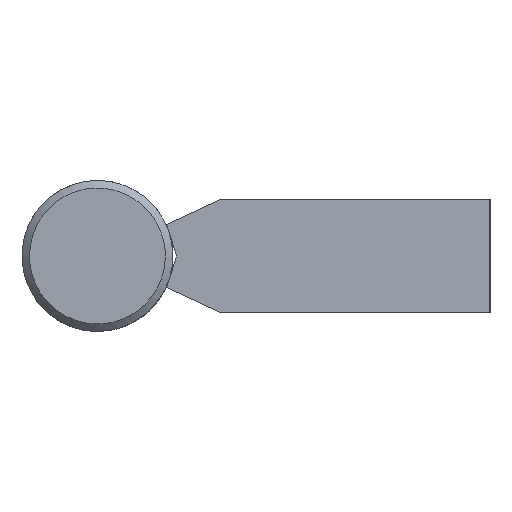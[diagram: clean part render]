
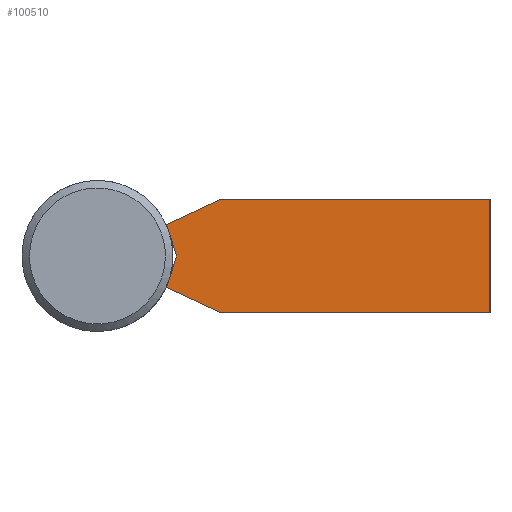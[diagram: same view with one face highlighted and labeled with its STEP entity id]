
A CAD part, left-side view. The second image highlights one B-rep face of the part: STEP entity #100510.
In plain terms, the highlighted free-form (B-spline) face has degree [1, 1] with [2, 2] control points.
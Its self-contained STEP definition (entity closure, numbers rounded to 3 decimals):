
#4790 = CARTESIAN_POINT ('', (0., 42.834, -4.15));
#4800 = VERTEX_POINT ('', #4790);
#4860 = CARTESIAN_POINT ('', (0., 41.525, 0.));
#4870 = VERTEX_POINT ('', #4860);
#4880 = CARTESIAN_POINT ('', (0., 41.525, 0.));
#4890 = CARTESIAN_POINT ('', (0., 41.961, -1.383));
#4900 = CARTESIAN_POINT ('', (0., 42.398, -2.767));
#4910 = CARTESIAN_POINT ('', (0., 42.834, -4.15));
#4920 = B_SPLINE_CURVE_WITH_KNOTS ('', 3, (#4880, #4890, #4900, #4910), .UNSPECIFIED., .F., .U., (4, 4), (0., 1.), .UNSPECIFIED.);
#4930 = EDGE_CURVE ('', #4870, #4800, #4920, .T.);
#16680 = CARTESIAN_POINT ('', (0., 42.834, 4.15));
#16690 = VERTEX_POINT ('', #16680);
#16700 = CARTESIAN_POINT ('', (0., 41.525, 0.));
#16710 = CARTESIAN_POINT ('', (0., 42.834, 4.15));
#16720 = B_SPLINE_CURVE_WITH_KNOTS ('', 1, (#16700, #16710), .UNSPECIFIED., .F., .U., (2, 2), (0., 1.), .UNSPECIFIED.);
#16730 = EDGE_CURVE ('', #4870, #16690, #16720, .T.);
#19710 = CARTESIAN_POINT ('', (0., 0., 7.5));
#19720 = VERTEX_POINT ('', #19710);
#19730 = CARTESIAN_POINT ('', (0., 0., -7.5));
#19740 = VERTEX_POINT ('', #19730);
#19750 = CARTESIAN_POINT ('', (0., 0., 7.5));
#19760 = CARTESIAN_POINT ('', (0., 0., -7.5));
#19770 = B_SPLINE_CURVE_WITH_KNOTS ('', 1, (#19750, #19760), .UNSPECIFIED., .F., .U., (2, 2), (0., 1.), .UNSPECIFIED.);
#19780 = EDGE_CURVE ('', #19720, #19740, #19770, .T.);
#38540 = CARTESIAN_POINT ('', (0., 35.65, -7.5));
#38550 = VERTEX_POINT ('', #38540);
#38560 = CARTESIAN_POINT ('', (0., 0., -7.5));
#38570 = CARTESIAN_POINT ('', (0., 35.65, -7.5));
#38580 = B_SPLINE_CURVE_WITH_KNOTS ('', 1, (#38560, #38570), .UNSPECIFIED., .F., .U., (2, 2), (0., 1.), .UNSPECIFIED.);
#38590 = EDGE_CURVE ('', #19740, #38550, #38580, .T.);
#56420 = CARTESIAN_POINT ('', (0., 35.65, 7.5));
#56430 = VERTEX_POINT ('', #56420);
#56440 = CARTESIAN_POINT ('', (0., 35.65, 7.5));
#56450 = CARTESIAN_POINT ('', (0., 0., 7.5));
#56460 = B_SPLINE_CURVE_WITH_KNOTS ('', 1, (#56440, #56450), .UNSPECIFIED., .F., .U., (2, 2), (0., 1.), .UNSPECIFIED.);
#56470 = EDGE_CURVE ('', #56430, #19720, #56460, .T.);
#100150 = CARTESIAN_POINT ('', (0., 35.65, 7.5));
#100160 = CARTESIAN_POINT ('', (0., 38.044, 6.383));
#100170 = CARTESIAN_POINT ('', (0., 40.439, 5.267));
#100180 = CARTESIAN_POINT ('', (0., 42.834, 4.15));
#100190 = B_SPLINE_CURVE_WITH_KNOTS ('', 3, (#100150, #100160, #100170, #100180), .UNSPECIFIED., .F., .U., (4, 4), (0., 1.), .UNSPECIFIED.);
#100200 = EDGE_CURVE ('', #56430, #16690, #100190, .T.);
#100330 = CARTESIAN_POINT ('', (0., 35.65, -7.5));
#100340 = CARTESIAN_POINT ('', (0., 42.834, -4.15));
#100350 = B_SPLINE_CURVE_WITH_KNOTS ('', 1, (#100330, #100340), .UNSPECIFIED., .F., .U., (2, 2), (0., 1.), .UNSPECIFIED.);
#100360 = EDGE_CURVE ('', #38550, #4800, #100350, .T.);
#100370 = ORIENTED_EDGE ('', *, *, #100360, .F.);
#100380 = ORIENTED_EDGE ('', *, *, #38590, .F.);
#100390 = ORIENTED_EDGE ('', *, *, #19780, .F.);
#100400 = ORIENTED_EDGE ('', *, *, #56470, .F.);
#100410 = ORIENTED_EDGE ('', *, *, #100200, .T.);
#100420 = ORIENTED_EDGE ('', *, *, #16730, .F.);
#100430 = ORIENTED_EDGE ('', *, *, #4930, .T.);
#100440 = EDGE_LOOP ('', (#100370, #100380, #100390, #100400, #100410, #100420, #100430));
#100450 = FACE_OUTER_BOUND ('', #100440, .T.);
#100460 = CARTESIAN_POINT ('', (0., 43.091, -7.5));
#100470 = CARTESIAN_POINT ('', (0., 43.091, 7.5));
#100480 = CARTESIAN_POINT ('', (0., 0., -7.5));
#100490 = CARTESIAN_POINT ('', (0., 0., 7.5));
#100500 = B_SPLINE_SURFACE_WITH_KNOTS ('', 1, 1, ((#100460, #100470), (#100480, #100490)), .UNSPECIFIED., .F., .F., .U., (2, 2), (2, 2), (0., 1.), (0., 1.), .UNSPECIFIED.);
#100510 = ADVANCED_FACE ('', (#100450), #100500, .T.);
